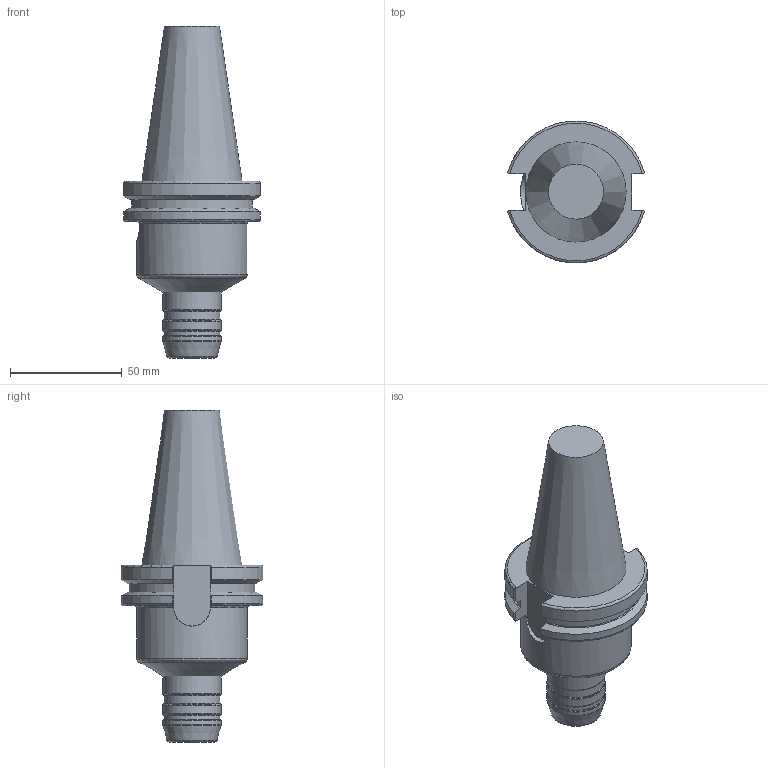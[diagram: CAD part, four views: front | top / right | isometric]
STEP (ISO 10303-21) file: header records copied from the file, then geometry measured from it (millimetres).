
FILE_DESCRIPTION(/* description */ (''),/* implementation_level */ '2;1');
FILE_NAME(/* name */ 'CAT40TFADB-HC06-080.stp',/* time_stamp */ '2022-02-11T16:31:13+05:00',/* author */ (''),/* organization */ (''),/* preprocessor_version */ 'ST-DEVELOPER v16.7',/* originating_system */ 'SIEMENS PLM Software NX 12.0',/* authorisation */ '');
FILE_SCHEMA (('AUTOMOTIVE_DESIGN { 1 0 10303 214 3 1 1 1 }'));
Length unit declared in the file: millimetre
Products named in the file (1): inpu8E406E6A32go
Bounding box: 61.09 x 63.26 x 148.25 mm (x, y, z)
Volume: 185991.4 mm3; surface area: 23634.5 mm2
Topology: 1 solids, 1 shells, 65 faces, 160 edges, 102 vertices
Faces by surface type: plane 24, torus 16, cylinder 14, cone 11
Full cylindrical faces by diameter (mm): 6 x1, 25 x2, 26 x3, 49.5 x1
Entity records: 2033 total; most frequent: CARTESIAN_POINT 533, DIRECTION 308, ORIENTED_EDGE 288, EDGE_CURVE 144, AXIS2_PLACEMENT_3D 131, VERTEX_POINT 97, EDGE_LOOP 81, ADVANCED_FACE 65
